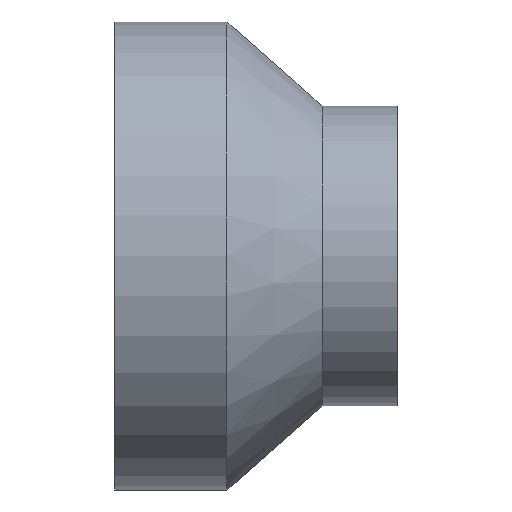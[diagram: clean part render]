
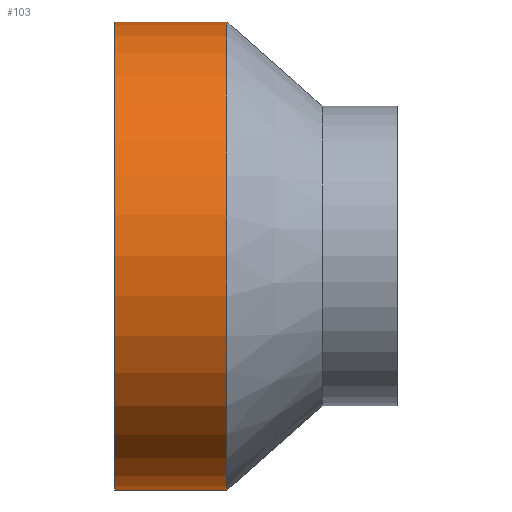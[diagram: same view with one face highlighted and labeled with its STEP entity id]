
A CAD part, top view. The second image highlights one B-rep face of the part: STEP entity #103.
In plain terms, the highlighted cylindrical face has radius 125 mm (diameter 250 mm), a partial arc.
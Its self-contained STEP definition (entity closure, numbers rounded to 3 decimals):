
#83 = VERTEX_POINT( '', #217 );
#85 = EDGE_CURVE( '', #83, #139, #219, .T. );
#103 = ADVANCED_FACE( '', ( #243 ), #244, .T. );
#105 = VERTEX_POINT( '', #246 );
#111 = EDGE_CURVE( '', #105, #83, #253, .T. );
#139 = VERTEX_POINT( '', #282 );
#151 = EDGE_CURVE( '', #199, #139, #295, .T. );
#161 = EDGE_CURVE( '', #199, #105, #306, .T. );
#199 = VERTEX_POINT( '', #349 );
#217 = CARTESIAN_POINT( '', ( 60., 125., 0. ) );
#219 = LINE( '', #360, #361 );
#243 = FACE_OUTER_BOUND( '', #388, .T. );
#244 = CYLINDRICAL_SURFACE( '', #389, 125. );
#246 = CARTESIAN_POINT( '', ( 60., -125., 0. ) );
#253 = CIRCLE( '', #400, 125. );
#282 = CARTESIAN_POINT( '', ( 0., 125., 0. ) );
#295 = CIRCLE( '', #457, 125. );
#306 = LINE( '', #470, #471 );
#349 = CARTESIAN_POINT( '', ( 0., -125., 0. ) );
#360 = CARTESIAN_POINT( '', ( 30., 125., 0. ) );
#361 = VECTOR( '', #530, 1. );
#388 = EDGE_LOOP( '', ( #568, #569, #570, #571 ) );
#389 = AXIS2_PLACEMENT_3D( '', #572, #573, #574 );
#400 = AXIS2_PLACEMENT_3D( '', #586, #587, #588 );
#457 = AXIS2_PLACEMENT_3D( '', #626, #627, #628 );
#470 = CARTESIAN_POINT( '', ( 30., -125., 0. ) );
#471 = VECTOR( '', #640, 1. );
#530 = DIRECTION( '', ( -1., 0., 0. ) );
#568 = ORIENTED_EDGE( '', *, *, #85, .T. );
#569 = ORIENTED_EDGE( '', *, *, #151, .F. );
#570 = ORIENTED_EDGE( '', *, *, #161, .T. );
#571 = ORIENTED_EDGE( '', *, *, #111, .T. );
#572 = CARTESIAN_POINT( '', ( 30., 0., 0. ) );
#573 = DIRECTION( '', ( 1., 0., 0. ) );
#574 = DIRECTION( '', ( 0., 1., 0. ) );
#586 = CARTESIAN_POINT( '', ( 60., 0., 0. ) );
#587 = DIRECTION( '', ( -1., 0., 0. ) );
#588 = DIRECTION( '', ( 0., 1., 0. ) );
#626 = CARTESIAN_POINT( '', ( 0., 0., 0. ) );
#627 = DIRECTION( '', ( -1., 0., 0. ) );
#628 = DIRECTION( '', ( 0., 1., 0. ) );
#640 = DIRECTION( '', ( 1., 0., 0. ) );
